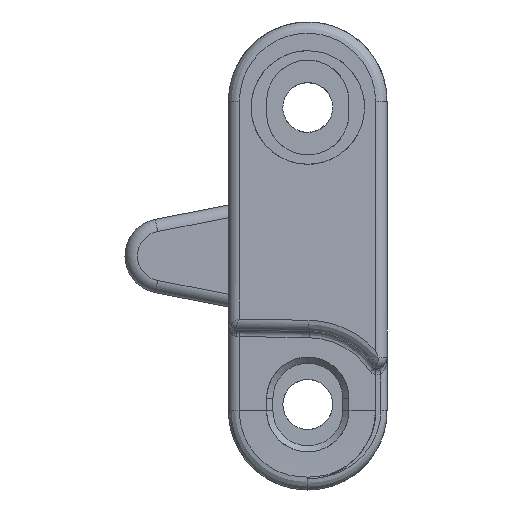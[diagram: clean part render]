
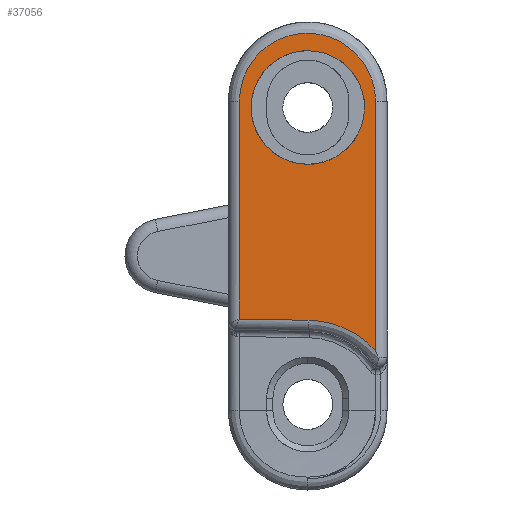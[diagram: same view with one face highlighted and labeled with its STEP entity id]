
A CAD part, left-side view. The second image highlights one B-rep face of the part: STEP entity #37056.
In plain terms, the highlighted planar face has unit normal (-0.999, 0.035, 0).
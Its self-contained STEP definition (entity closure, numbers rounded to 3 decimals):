
#137 = EDGE_CURVE ( 'NONE', #8213, #17295, #28966, .T. ) ;
#227 =( BOUNDED_CURVE ( )  B_SPLINE_CURVE ( 3, ( #36103, #33298, #12092, #36481 ),
 .UNSPECIFIED., .F., .T. ) 
 B_SPLINE_CURVE_WITH_KNOTS ( ( 4, 4 ),
 ( 3.877, 4.695 ),
 .UNSPECIFIED. ) 
 CURVE ( )  GEOMETRIC_REPRESENTATION_ITEM ( )  RATIONAL_B_SPLINE_CURVE ( ( 1., 0.945, 0.945, 1. ) ) 
 REPRESENTATION_ITEM ( '' )  );
#454 = CARTESIAN_POINT ( 'NONE',  ( -56.928, -6.35, 16.45 ) ) ;
#785 = CARTESIAN_POINT ( 'NONE',  ( -56.928, -6.35, 7.35 ) ) ;
#938 = VECTOR ( 'NONE', #12515, 1000. ) ;
#1626 = CARTESIAN_POINT ( 'NONE',  ( -56.928, -6.35, 7.35 ) ) ;
#1729 = ORIENTED_EDGE ( 'NONE', *, *, #20375, .T. ) ;
#1744 = EDGE_CURVE ( 'NONE', #32754, #35688, #19572, .T. ) ;
#2345 = PLANE ( 'NONE',  #8044 ) ;
#3113 = VERTEX_POINT ( 'NONE', #10804 ) ;
#4560 = CARTESIAN_POINT ( 'NONE',  ( -57.117, -11.769, 23.3 ) ) ;
#5060 = CARTESIAN_POINT ( 'NONE',  ( -57.117, -11.769, 12.4 ) ) ;
#6794 = EDGE_CURVE ( 'NONE', #35688, #3113, #227, .T. ) ;
#7699 = EDGE_LOOP ( 'NONE', ( #14574, #27840, #38757, #17981, #19894 ) ) ;
#7958 = DIRECTION ( 'NONE',  ( 0., 0., -1. ) ) ;
#8044 = AXIS2_PLACEMENT_3D ( 'NONE', #11863, #11298, #20805 ) ;
#8213 = VERTEX_POINT ( 'NONE', #33854 ) ;
#9235 = CARTESIAN_POINT ( 'NONE',  ( -56.737, -0.869, -5.054 ) ) ;
#9400 = EDGE_LOOP ( 'NONE', ( #1729, #19401 ) ) ;
#9404 = VERTEX_POINT ( 'NONE', #454 ) ;
#10348 = EDGE_CURVE ( 'NONE', #9404, #27596, #36140, .T. ) ;
#10774 = CARTESIAN_POINT ( 'NONE',  ( -57.246, -15.45, 16.45 ) ) ;
#10804 = CARTESIAN_POINT ( 'NONE',  ( -56.932, -6.447, -5.151 ) ) ;
#11298 = DIRECTION ( 'NONE',  ( -0.999, 0.035, 0. ) ) ;
#11372 = CARTESIAN_POINT ( 'NONE',  ( -57.246, -15.45, 7.35 ) ) ;
#11863 = CARTESIAN_POINT ( 'NONE',  ( -57.15, -12.7, 21. ) ) ;
#12092 = CARTESIAN_POINT ( 'NONE',  ( -57.004, -8.508, -5.187 ) ) ;
#12515 = DIRECTION ( 'NONE',  ( 0.035, 0.999, 0.017 ) ) ;
#12623 = EDGE_CURVE ( 'NONE', #8213, #32754, #28844, .T. ) ;
#13296 = CARTESIAN_POINT ( 'NONE',  ( -57.134, -12.242, -5.252 ) ) ;
#14165 =( BOUNDED_CURVE ( )  B_SPLINE_CURVE ( 3, ( #785, #33913, #21832, #34512 ),
 .UNSPECIFIED., .F., .T. ) 
 B_SPLINE_CURVE_WITH_KNOTS ( ( 4, 4 ),
 ( 4.712, 7.854 ),
 .UNSPECIFIED. ) 
 CURVE ( )  GEOMETRIC_REPRESENTATION_ITEM ( )  RATIONAL_B_SPLINE_CURVE ( ( 1., 0.333, 0.333, 1. ) ) 
 REPRESENTATION_ITEM ( '' )  );
#14574 = ORIENTED_EDGE ( 'NONE', *, *, #137, .T. ) ;
#16667 = CARTESIAN_POINT ( 'NONE',  ( -56.737, -0.869, 18.8 ) ) ;
#16910 = VECTOR ( 'NONE', #7958, 1000. ) ;
#16985 = CARTESIAN_POINT ( 'NONE',  ( -57.117, -11.769, 18.8 ) ) ;
#17295 = VERTEX_POINT ( 'NONE', #9235 ) ;
#17981 = ORIENTED_EDGE ( 'NONE', *, *, #1744, .F. ) ;
#18766 = EDGE_CURVE ( 'NONE', #3113, #17295, #36893, .T. ) ;
#19050 = CARTESIAN_POINT ( 'NONE',  ( -56.737, -0.869, 23.3 ) ) ;
#19401 = ORIENTED_EDGE ( 'NONE', *, *, #10348, .T. ) ;
#19572 = LINE ( 'NONE', #16985, #31215 ) ;
#19894 = ORIENTED_EDGE ( 'NONE', *, *, #12623, .F. ) ;
#20092 = CARTESIAN_POINT ( 'NONE',  ( -56.928, -6.35, 16.45 ) ) ;
#20375 = EDGE_CURVE ( 'NONE', #27596, #9404, #14165, .T. ) ;
#20616 = CARTESIAN_POINT ( 'NONE',  ( -57.117, -11.769, -7.568 ) ) ;
#20805 = DIRECTION ( 'NONE',  ( -0.035, -0.999, 0. ) ) ;
#21832 = CARTESIAN_POINT ( 'NONE',  ( -56.61, 2.75, 16.45 ) ) ;
#23590 = FACE_BOUND ( 'NONE', #9400, .T. ) ;
#27596 = VERTEX_POINT ( 'NONE', #33254 ) ;
#27840 = ORIENTED_EDGE ( 'NONE', *, *, #18766, .F. ) ;
#28552 = CARTESIAN_POINT ( 'NONE',  ( -57.117, -11.769, 12.4 ) ) ;
#28844 =( BOUNDED_CURVE ( )  B_SPLINE_CURVE ( 3, ( #34116, #19050, #4560, #28552 ),
 .UNSPECIFIED., .F., .T. ) 
 B_SPLINE_CURVE_WITH_KNOTS ( ( 4, 4 ),
 ( 0., 3.142 ),
 .UNSPECIFIED. ) 
 CURVE ( )  GEOMETRIC_REPRESENTATION_ITEM ( )  RATIONAL_B_SPLINE_CURVE ( ( 1., 0.333, 0.333, 1. ) ) 
 REPRESENTATION_ITEM ( '' )  );
#28966 = LINE ( 'NONE', #16667, #16910 ) ;
#31215 = VECTOR ( 'NONE', #38182, 1000. ) ;
#32754 = VERTEX_POINT ( 'NONE', #5060 ) ;
#33254 = CARTESIAN_POINT ( 'NONE',  ( -56.928, -6.35, 7.35 ) ) ;
#33298 = CARTESIAN_POINT ( 'NONE',  ( -57.069, -10.385, -6.04 ) ) ;
#33854 = CARTESIAN_POINT ( 'NONE',  ( -56.737, -0.869, 12.4 ) ) ;
#33913 = CARTESIAN_POINT ( 'NONE',  ( -56.61, 2.75, 7.35 ) ) ;
#34116 = CARTESIAN_POINT ( 'NONE',  ( -56.737, -0.869, 12.4 ) ) ;
#34512 = CARTESIAN_POINT ( 'NONE',  ( -56.928, -6.35, 16.45 ) ) ;
#35688 = VERTEX_POINT ( 'NONE', #20616 ) ;
#36103 = CARTESIAN_POINT ( 'NONE',  ( -57.117, -11.769, -7.568 ) ) ;
#36140 =( BOUNDED_CURVE ( )  B_SPLINE_CURVE ( 3, ( #20092, #10774, #11372, #1626 ),
 .UNSPECIFIED., .F., .T. ) 
 B_SPLINE_CURVE_WITH_KNOTS ( ( 4, 4 ),
 ( 1.571, 4.712 ),
 .UNSPECIFIED. ) 
 CURVE ( )  GEOMETRIC_REPRESENTATION_ITEM ( )  RATIONAL_B_SPLINE_CURVE ( ( 1., 0.333, 0.333, 1. ) ) 
 REPRESENTATION_ITEM ( '' )  );
#36481 = CARTESIAN_POINT ( 'NONE',  ( -56.932, -6.447, -5.151 ) ) ;
#36893 = LINE ( 'NONE', #13296, #938 ) ;
#37056 = ADVANCED_FACE ( 'NONE', ( #38660, #23590 ), #2345, .T. ) ;
#38182 = DIRECTION ( 'NONE',  ( 0., 0., -1. ) ) ;
#38660 = FACE_OUTER_BOUND ( 'NONE', #7699, .T. ) ;
#38757 = ORIENTED_EDGE ( 'NONE', *, *, #6794, .F. ) ;
